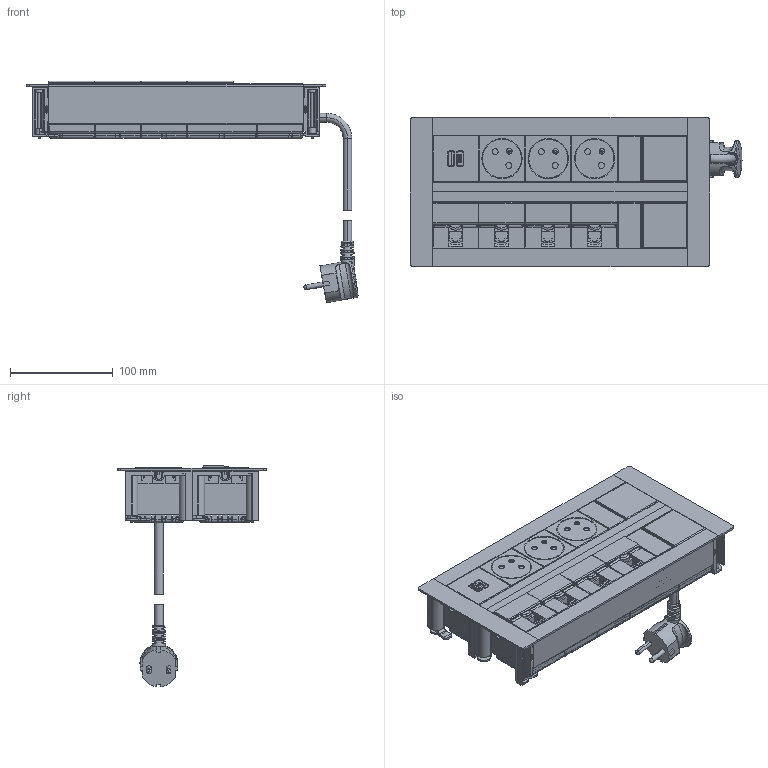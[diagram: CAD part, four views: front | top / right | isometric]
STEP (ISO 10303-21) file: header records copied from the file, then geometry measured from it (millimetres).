
FILE_DESCRIPTION(('CATIA V5 STEP Exchange','CAx-IF Rec.Pracs.--- Model Styling and Organization---1.5--- 2016-08-15','CAx-IF Rec.Pracs.---Supplemental Geometry---1.0---2011-11-01','CAx-IF Rec.Pracs.--- Composite Materials ---1.1---2010-07-15'),'2;1');
FILE_NAME('LG-654864_AllCATPart.stp','2023-10-05T09:27:07+00:00',('none'),('none'),'CATIA Version 5-6 Release 2020 SP3','CATIA V5 STEP AP214 v2','none');
FILE_SCHEMA(('AUTOMOTIVE_DESIGN { 1 0 10303 214 1 1 1 1 }'));
Products named in the file (1): LG-654864_AllCATPart
Bounding box: 322.84 x 145 x 215.33 mm (x, y, z)
Volume: 693052.6 mm3; surface area: 476607.1 mm2
Topology: 61 solids, 73 shells, 4293 faces, 11841 edges, 7583 vertices
Faces by surface type: plane 2536, cylinder 1194, bspline 262, torus 80, cone 79, sphere 74, extrusion 58, revolution 10
Entity records: 143227 total; most frequent: CARTESIAN_POINT 42725, ORIENTED_EDGE 23470, DIRECTION 16057, EDGE_CURVE 11735, VECTOR 7899, LINE 7841, VERTEX_POINT 7583, AXIS2_PLACEMENT_3D 5085
